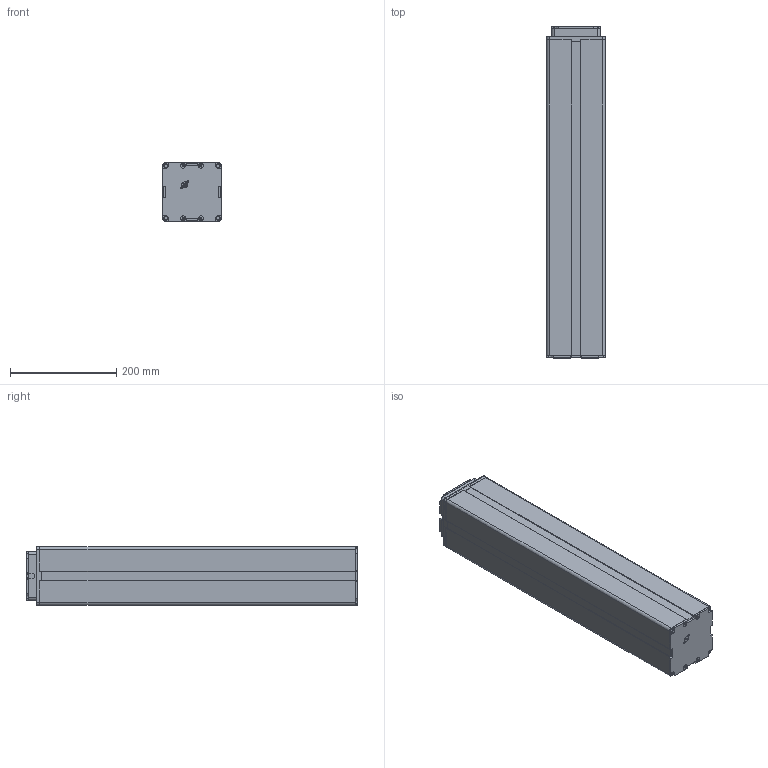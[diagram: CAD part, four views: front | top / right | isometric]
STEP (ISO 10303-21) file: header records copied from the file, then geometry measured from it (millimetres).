
FILE_DESCRIPTION (( 'STEP AP203' ), '1' );
FILE_NAME ('TL19.STEP', '2018-07-04T08:14:30', ( '' ), ( '' ), 'SwSTEP 2.0', 'SolidWorks 2015', '' );
FILE_SCHEMA (( 'CONFIG_CONTROL_DESIGN' ));
Length unit declared in the file: millimetre
Products named in the file (1): TL19
Bounding box: 110 x 625 x 110 mm (x, y, z)
Volume: 2349765.8 mm3; surface area: 1180159.8 mm2
Topology: 15 solids, 15 shells, 1823 faces, 5181 edges, 3400 vertices
Faces by surface type: cylinder 1203, plane 532, cone 40, torus 24, bspline 24
Entity records: 72972 total; most frequent: CARTESIAN_POINT 27339, ORIENTED_EDGE 10362, DIRECTION 9107, EDGE_CURVE 5181, VERTEX_POINT 3400, AXIS2_PLACEMENT_3D 3206, VECTOR 2695, LINE 2695
